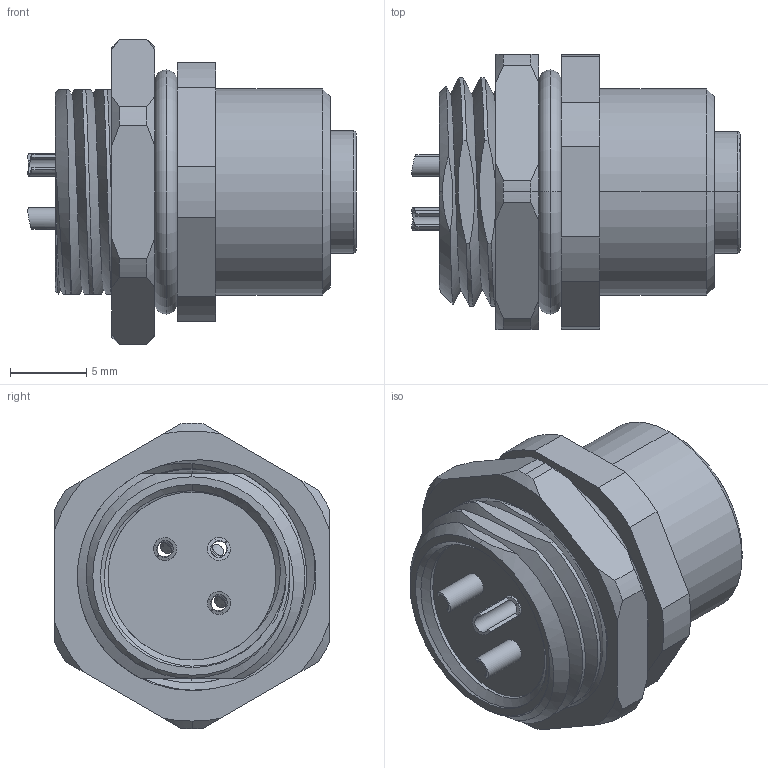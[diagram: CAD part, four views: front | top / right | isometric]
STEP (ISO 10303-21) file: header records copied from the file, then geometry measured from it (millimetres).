
FILE_DESCRIPTION (( 'STEP AP203' ), '1' );
FILE_NAME ('54-00180.STEP', '2020-10-15T16:54:13', ( '' ), ( '' ), 'SwSTEP 2.0', 'SolidWorks 2015', '' );
FILE_SCHEMA (( 'CONFIG_CONTROL_DESIGN' ));
Length unit declared in the file: millimetre
Products named in the file (7): 54-00180-03___; 54-00180-01___; 54-00180; 54-00180-04___; 54-00180-05___; 54-00180-06___; 54-00180-02___
Assembly tree (8 placements, depth 2):
  54-00180
    54-00180-01___
    54-00180-02___
    54-00180-03___  x3
    54-00180-06___
    54-00180-05___
    54-00180-04___
Bounding box: 21.5 x 18 x 20 mm (x, y, z)
Volume: 2667.7 mm3; surface area: 5296.9 mm2
Topology: 8 solids, 8 shells, 462 faces, 1209 edges, 773 vertices
Faces by surface type: cylinder 178, plane 132, torus 65, cone 60, bspline 27
Entity records: 13740 total; most frequent: CARTESIAN_POINT 6115, ORIENTED_EDGE 1550, DIRECTION 1345, EDGE_CURVE 775, AXIS2_PLACEMENT_3D 532, VERTEX_POINT 501, EDGE_LOOP 316, FACE_OUTER_BOUND 292
